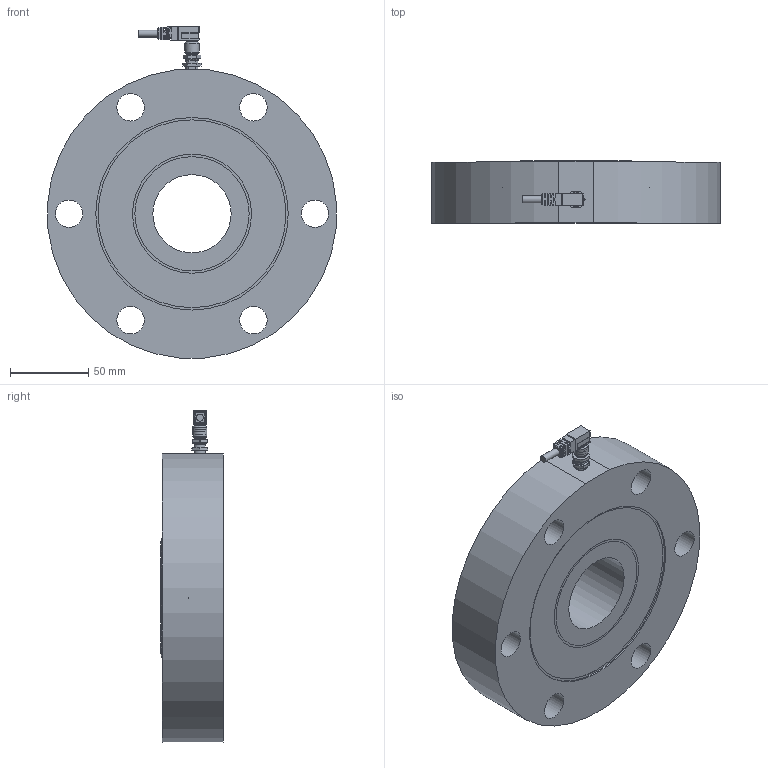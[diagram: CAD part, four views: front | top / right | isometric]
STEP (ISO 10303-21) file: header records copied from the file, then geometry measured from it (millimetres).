
FILE_DESCRIPTION (( 'STEP AP214' ), '1' );
FILE_NAME ('a_RKS01E-100k...200k-S3 STEP.STEP', '2024-10-30T11:01:25', ( '' ), ( '' ), 'SwSTEP 2.0', 'SolidWorks 2023', '' );
FILE_SCHEMA (( 'AUTOMOTIVE_DESIGN' ));
Length unit declared in the file: millimetre
Products named in the file (1): a_RKS01E-100k...200k-S3 STEP
Bounding box: 184.55 x 40 x 212.1 mm (x, y, z)
Volume: 842667 mm3; surface area: 98686.9 mm2
Topology: 7 solids, 18 shells, 426 faces, 1057 edges, 681 vertices
Faces by surface type: plane 193, cylinder 129, cone 86, bspline 18
Full cylindrical faces by diameter (mm): 0.7 x4, 1 x8, 1.1 x4, 1.5 x4, 1.6 x4, 4 x1, 4.5 x1, 5.55 x3, 5.65 x7, 5.7 x2, 5.8 x2, 6 x1, 6.5 x1, 6.75 x2, 6.9 x2, 7 x3, 7.25 x2, 7.5 x1, 8 x2, 9 x1, 17.5 x6, 26 x6, 50 x1, 73 x1, 76 x2, 120 x2, 123 x1
Entity records: 18360 total; most frequent: CARTESIAN_POINT 9160, DIRECTION 1811, ORIENTED_EDGE 1760, EDGE_CURVE 880, AXIS2_PLACEMENT_3D 719, VERTEX_POINT 631, EDGE_LOOP 605, FACE_OUTER_BOUND 508
